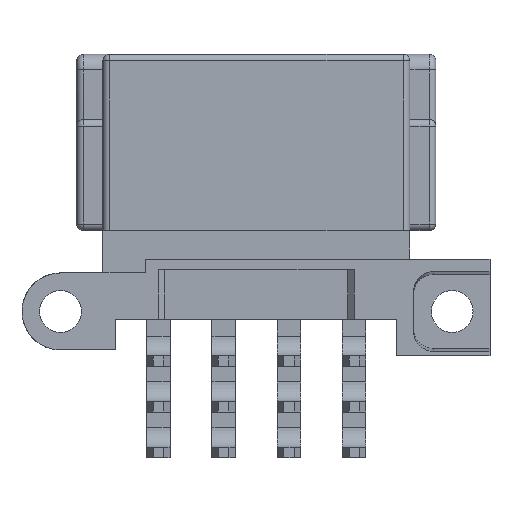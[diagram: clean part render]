
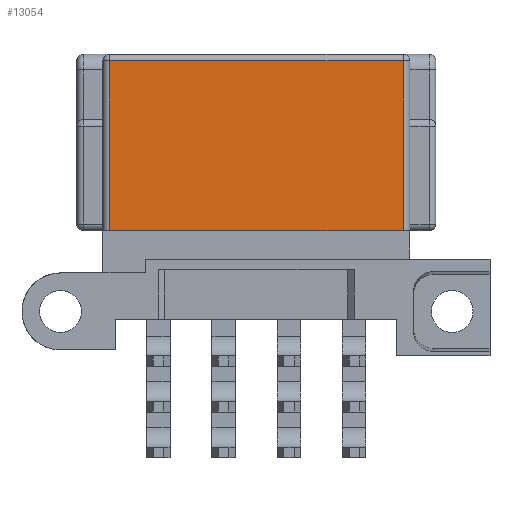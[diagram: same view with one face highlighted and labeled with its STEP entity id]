
A CAD part, front view. The second image highlights one B-rep face of the part: STEP entity #13054.
In plain terms, the highlighted planar face has unit normal (0, -1, 0).
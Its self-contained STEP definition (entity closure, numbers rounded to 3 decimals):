
#1480=DIRECTION('',(1.,0.,0.));
#1481=VECTOR('',#1480,22.5);
#1482=CARTESIAN_POINT('',(-11.25,-10.75,-13.5));
#1483=LINE('',#1482,#1481);
#4846=DIRECTION('',(-1.,0.,0.));
#4847=VECTOR('',#4846,22.5);
#4848=CARTESIAN_POINT('',(11.25,-10.75,-0.5));
#4849=LINE('',#4848,#4847);
#4850=DIRECTION('',(0.,0.,-1.));
#4851=VECTOR('',#4850,13.);
#4852=CARTESIAN_POINT('',(11.25,-10.75,-0.5));
#4853=LINE('',#4852,#4851);
#4854=DIRECTION('',(0.,0.,-1.));
#4855=VECTOR('',#4854,13.);
#4856=CARTESIAN_POINT('',(-11.25,-10.75,-0.5));
#4857=LINE('',#4856,#4855);
#6139=CARTESIAN_POINT('',(-11.25,-10.75,-13.5));
#6141=VERTEX_POINT('',#6139);
#6144=CARTESIAN_POINT('',(11.25,-10.75,-13.5));
#6146=VERTEX_POINT('',#6144);
#6188=CARTESIAN_POINT('',(-11.25,-10.75,-0.5));
#6189=VERTEX_POINT('',#6188);
#6190=CARTESIAN_POINT('',(11.25,-10.75,-0.5));
#6191=VERTEX_POINT('',#6190);
#13043=CARTESIAN_POINT('',(-11.75,-10.75,0.));
#13044=DIRECTION('',(0.,-1.,0.));
#13045=DIRECTION('',(1.,0.,0.));
#13046=AXIS2_PLACEMENT_3D('',#13043,#13044,#13045);
#13047=PLANE('',#13046);
#13048=ORIENTED_EDGE('',*,*,#13035,.F.);
#13049=ORIENTED_EDGE('',*,*,#13012,.T.);
#13050=ORIENTED_EDGE('',*,*,#8742,.F.);
#13051=ORIENTED_EDGE('',*,*,#8831,.F.);
#13052=EDGE_LOOP('',(#13048,#13049,#13050,#13051));
#13053=FACE_OUTER_BOUND('',#13052,.F.);
#13054=ADVANCED_FACE('',(#13053),#13047,.T.);
#8742=EDGE_CURVE('',#6141,#6146,#1483,.T.);
#8831=EDGE_CURVE('',#6189,#6141,#4857,.T.);
#13012=EDGE_CURVE('',#6191,#6146,#4853,.T.);
#13035=EDGE_CURVE('',#6191,#6189,#4849,.T.);
